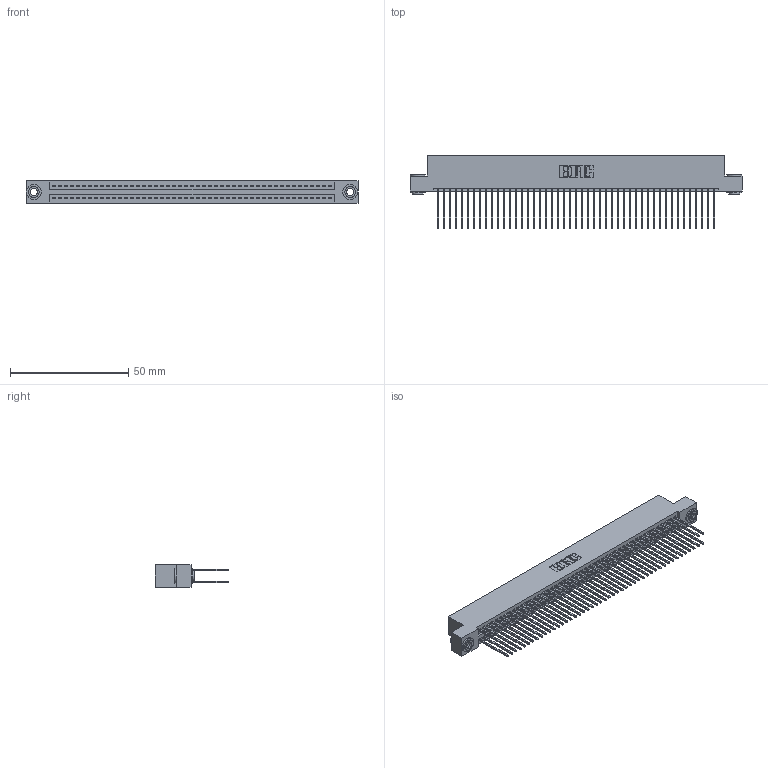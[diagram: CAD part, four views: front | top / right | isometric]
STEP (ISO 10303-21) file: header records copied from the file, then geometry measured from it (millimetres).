
FILE_DESCRIPTION (( 'STEP AP203' ), '1' );
FILE_NAME ('395-094-542-203.STEP', '2018-11-29T12:31:14', ( '' ), ( '' ), 'SwSTEP 2.0', 'SolidWorks 2016', '' );
FILE_SCHEMA (( 'CONFIG_CONTROL_DESIGN' ));
Length unit declared in the file: inch
Products named in the file (4): 345-250-002_345-250-002-102; 345 Part_Flush Mounting Lugs - 0.156 Dia-TH; 345-292-001_345-293-142; 395-094-542-203
Assembly tree (97 placements, depth 2):
  395-094-542-203
    345 Part_Flush Mounting Lugs - 0.156 Dia-TH
    345-292-001_345-293-142  x94
    345-250-002_345-250-002-102  x2
Bounding box: 140.59 x 31.29 x 9.4 mm (x, y, z)
Volume: 14161 mm3; surface area: 23281.8 mm2
Topology: 97 solids, 97 shells, 4864 faces, 14423 edges, 9486 vertices
Faces by surface type: plane 3192, cylinder 1664, cone 8
Entity records: 36872 total; most frequent: CARTESIAN_POINT 6151, ORIENTED_EDGE 6078, DIRECTION 5449, EDGE_CURVE 3039, LINE 2695, VECTOR 2695, VERTEX_POINT 2022, AXIS2_PLACEMENT_3D 1377
